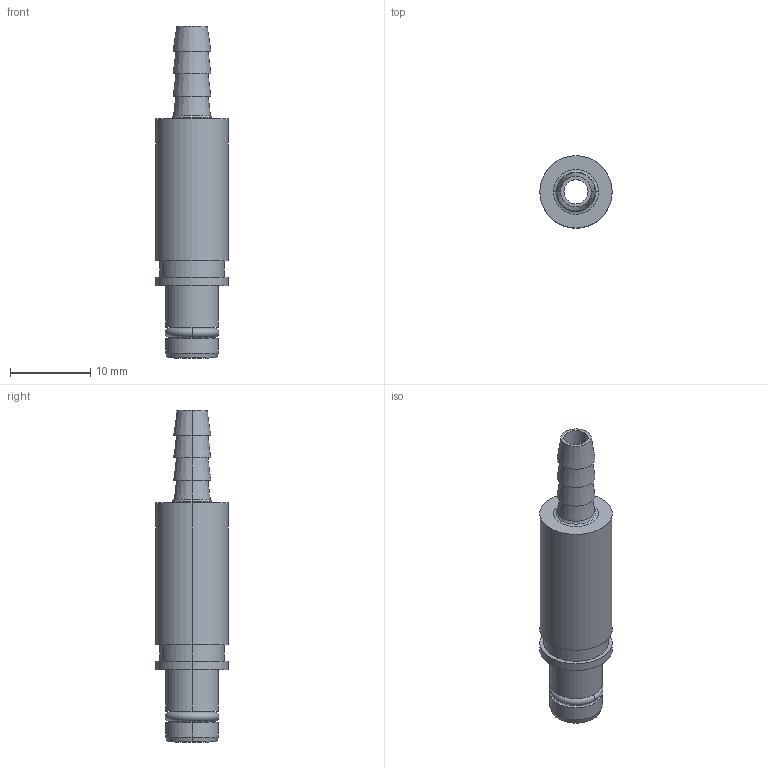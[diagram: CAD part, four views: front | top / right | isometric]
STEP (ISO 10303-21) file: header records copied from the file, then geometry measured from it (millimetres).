
FILE_DESCRIPTION((''),'2;1');
FILE_NAME('MPCM-ID4_0_1','2022-07-01T',('sy.ji'),(''),'PRO/ENGINEER BY PARAMETRIC TECHNOLOGY CORPORATION, 2012480','PRO/ENGINEER BY PARAMETRIC TECHNOLOGY CORPORATION, 2012480','');
FILE_SCHEMA(('CONFIG_CONTROL_DESIGN'));
Length unit declared in the file: millimetre
Products named in the file (1): MPCM-ID4_0_1
Bounding box: 9 x 9 x 41.3 mm (x, y, z)
Volume: 1345.4 mm3; surface area: 1572 mm2
Topology: 1 solids, 1 shells, 47 faces, 98 edges, 62 vertices
Faces by surface type: cylinder 18, cone 12, plane 11, torus 6
Entity records: 1970 total; most frequent: DIRECTION 260, CARTESIAN_POINT 207, ORIENTED_EDGE 196, PRESENTATION_STYLE_ASSIGNMENT 144, AXIS2_PLACEMENT_3D 115, STYLED_ITEM 99, CURVE_STYLE 98, EDGE_CURVE 98
